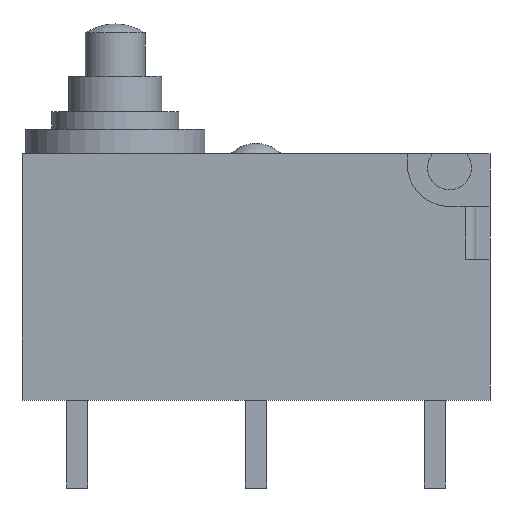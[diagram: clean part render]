
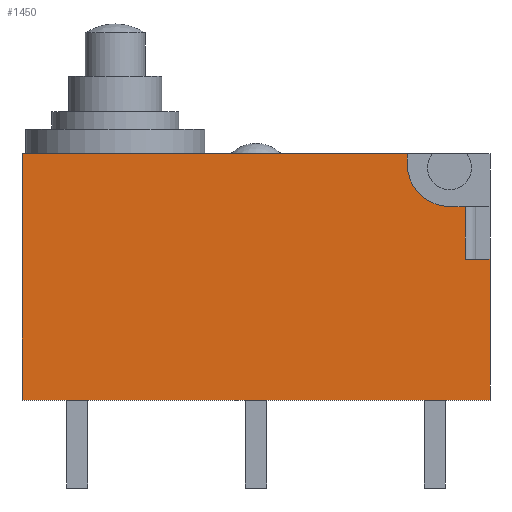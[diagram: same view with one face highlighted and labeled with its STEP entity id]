
A CAD part, front view. The second image highlights one B-rep face of the part: STEP entity #1450.
In plain terms, the highlighted planar face has unit normal (0, -1, 0).
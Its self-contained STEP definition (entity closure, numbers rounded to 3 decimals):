
#1425 = VERTEX_POINT('',#1426);
#1426 = CARTESIAN_POINT('',(5.95,-2.65,5.6));
#1432 = EDGE_CURVE('',#1433,#1425,#1435,.T.);
#1433 = VERTEX_POINT('',#1434);
#1434 = CARTESIAN_POINT('',(5.95,-2.65,4.1));
#1435 = LINE('',#1436,#1437);
#1436 = CARTESIAN_POINT('',(5.95,-2.65,4.225));
#1437 = VECTOR('',#1438,1.);
#1438 = DIRECTION('',(0.,0.,1.));
#1450 = ADVANCED_FACE('',(#1451),#1517,.F.);
#1451 = FACE_BOUND('',#1452,.T.);
#1452 = EDGE_LOOP('',(#1453,#1461,#1462,#1470,#1479,#1487,#1495,#1503,
    #1511));
#1453 = ORIENTED_EDGE('',*,*,#1454,.T.);
#1454 = EDGE_CURVE('',#1455,#1433,#1457,.T.);
#1455 = VERTEX_POINT('',#1456);
#1456 = CARTESIAN_POINT('',(6.65,-2.65,4.1));
#1457 = LINE('',#1458,#1459);
#1458 = CARTESIAN_POINT('',(3.475,-2.65,4.1));
#1459 = VECTOR('',#1460,1.);
#1460 = DIRECTION('',(-1.,0.,0.));
#1461 = ORIENTED_EDGE('',*,*,#1432,.T.);
#1462 = ORIENTED_EDGE('',*,*,#1463,.T.);
#1463 = EDGE_CURVE('',#1425,#1464,#1466,.T.);
#1464 = VERTEX_POINT('',#1465);
#1465 = CARTESIAN_POINT('',(5.5,-2.65,5.6));
#1466 = LINE('',#1467,#1468);
#1467 = CARTESIAN_POINT('',(3.163,-2.65,5.6));
#1468 = VECTOR('',#1469,1.);
#1469 = DIRECTION('',(-1.,0.,0.));
#1470 = ORIENTED_EDGE('',*,*,#1471,.T.);
#1471 = EDGE_CURVE('',#1464,#1472,#1474,.T.);
#1472 = VERTEX_POINT('',#1473);
#1473 = CARTESIAN_POINT('',(4.3,-2.65,6.8));
#1474 = CIRCLE('',#1475,1.2);
#1475 = AXIS2_PLACEMENT_3D('',#1476,#1477,#1478);
#1476 = CARTESIAN_POINT('',(5.5,-2.65,6.8));
#1477 = DIRECTION('',(0.,1.,0.));
#1478 = DIRECTION('',(1.,0.,0.));
#1479 = ORIENTED_EDGE('',*,*,#1480,.T.);
#1480 = EDGE_CURVE('',#1472,#1481,#1483,.T.);
#1481 = VERTEX_POINT('',#1482);
#1482 = CARTESIAN_POINT('',(4.3,-2.65,7.1));
#1483 = LINE('',#1484,#1485);
#1484 = CARTESIAN_POINT('',(4.3,-2.65,5.325));
#1485 = VECTOR('',#1486,1.);
#1486 = DIRECTION('',(0.,0.,1.));
#1487 = ORIENTED_EDGE('',*,*,#1488,.T.);
#1488 = EDGE_CURVE('',#1481,#1489,#1491,.T.);
#1489 = VERTEX_POINT('',#1490);
#1490 = CARTESIAN_POINT('',(-6.65,-2.65,7.1));
#1491 = LINE('',#1492,#1493);
#1492 = CARTESIAN_POINT('',(0.,-2.65,7.1));
#1493 = VECTOR('',#1494,1.);
#1494 = DIRECTION('',(-1.,0.,0.));
#1495 = ORIENTED_EDGE('',*,*,#1496,.T.);
#1496 = EDGE_CURVE('',#1489,#1497,#1499,.T.);
#1497 = VERTEX_POINT('',#1498);
#1498 = CARTESIAN_POINT('',(-6.65,-2.65,0.1));
#1499 = LINE('',#1500,#1501);
#1500 = CARTESIAN_POINT('',(-6.65,-2.65,3.6));
#1501 = VECTOR('',#1502,1.);
#1502 = DIRECTION('',(0.,0.,-1.));
#1503 = ORIENTED_EDGE('',*,*,#1504,.T.);
#1504 = EDGE_CURVE('',#1497,#1505,#1507,.T.);
#1505 = VERTEX_POINT('',#1506);
#1506 = CARTESIAN_POINT('',(6.65,-2.65,0.1));
#1507 = LINE('',#1508,#1509);
#1508 = CARTESIAN_POINT('',(0.,-2.65,0.1));
#1509 = VECTOR('',#1510,1.);
#1510 = DIRECTION('',(1.,0.,0.));
#1511 = ORIENTED_EDGE('',*,*,#1512,.T.);
#1512 = EDGE_CURVE('',#1505,#1455,#1513,.T.);
#1513 = LINE('',#1514,#1515);
#1514 = CARTESIAN_POINT('',(6.65,-2.65,3.6));
#1515 = VECTOR('',#1516,1.);
#1516 = DIRECTION('',(0.,0.,1.));
#1517 = PLANE('',#1518);
#1518 = AXIS2_PLACEMENT_3D('',#1519,#1520,#1521);
#1519 = CARTESIAN_POINT('',(0.,-2.65,3.6));
#1520 = DIRECTION('',(0.,1.,0.));
#1521 = DIRECTION('',(-1.,0.,0.));
